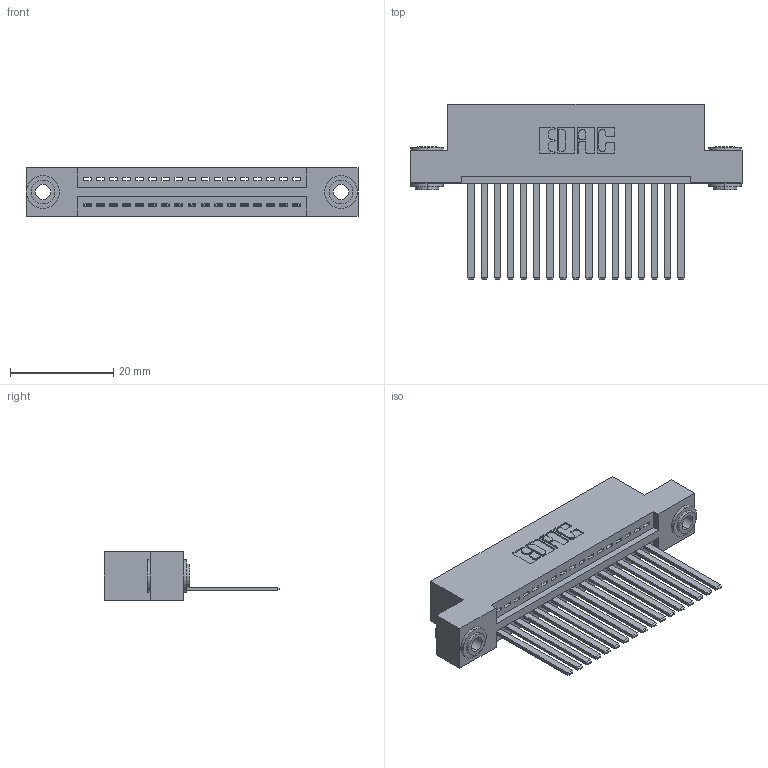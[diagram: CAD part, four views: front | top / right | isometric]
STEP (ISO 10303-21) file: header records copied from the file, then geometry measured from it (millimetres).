
FILE_DESCRIPTION (( 'STEP AP203' ), '1' );
FILE_NAME ('345-017-544-103.STEP', '2019-10-04T16:17:20', ( '' ), ( '' ), 'SwSTEP 2.0', 'SolidWorks 2016', '' );
FILE_SCHEMA (( 'CONFIG_CONTROL_DESIGN' ));
Length unit declared in the file: inch
Products named in the file (4): 345-250-002_345-250-002-102; 345-017-544-103; 345 Part_Flush Mounting Lugs - 0.156 Dia-TH; 345-292-001_345-293-144
Assembly tree (20 placements, depth 2):
  345-017-544-103
    345 Part_Flush Mounting Lugs - 0.156 Dia-TH
    345-292-001_345-293-144  x17
    345-250-002_345-250-002-102  x2
Bounding box: 64.39 x 33.96 x 9.4 mm (x, y, z)
Volume: 6127.2 mm3; surface area: 8608.3 mm2
Topology: 20 solids, 20 shells, 1048 faces, 3103 edges, 2042 vertices
Faces by surface type: plane 702, cylinder 338, cone 8
Entity records: 16626 total; most frequent: CARTESIAN_POINT 2858, ORIENTED_EDGE 2802, DIRECTION 2561, EDGE_CURVE 1401, VECTOR 1181, LINE 1181, VERTEX_POINT 930, AXIS2_PLACEMENT_3D 690
